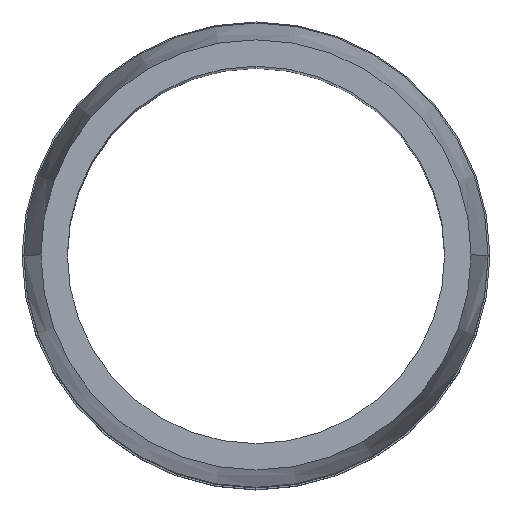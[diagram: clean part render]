
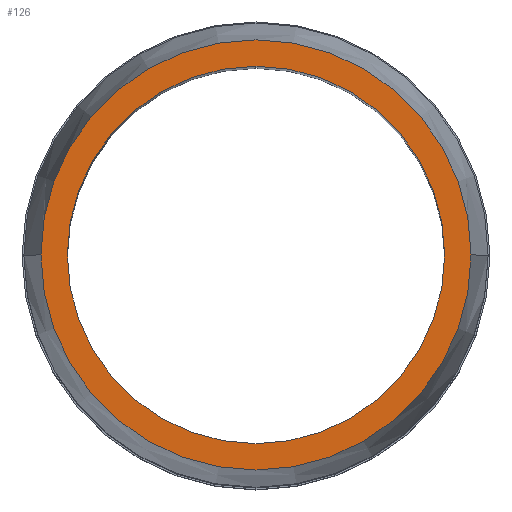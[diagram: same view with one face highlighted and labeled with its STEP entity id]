
A CAD part, top view. The second image highlights one B-rep face of the part: STEP entity #126.
In plain terms, the highlighted planar face has unit normal (0, 0, 1).
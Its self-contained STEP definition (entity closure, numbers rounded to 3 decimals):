
#104 = VERTEX_POINT ( 'NONE', #529 ) ;
#126 = ADVANCED_FACE ( 'NONE', ( #493, #492 ), #491, .F. ) ;
#138 = EDGE_LOOP ( 'NONE', ( #139, #141 ) ) ;
#139 = ORIENTED_EDGE ( 'NONE', *, *, #140, .T. ) ;
#140 = EDGE_CURVE ( 'NONE', #161, #160, #474, .T. ) ;
#141 = ORIENTED_EDGE ( 'NONE', *, *, #176, .T. ) ;
#150 = ORIENTED_EDGE ( 'NONE', *, *, #151, .T. ) ;
#151 = EDGE_CURVE ( 'NONE', #154, #104, #581, .T. ) ;
#152 = ORIENTED_EDGE ( 'NONE', *, *, #162, .T. ) ;
#154 = VERTEX_POINT ( 'NONE', #576 ) ;
#160 = VERTEX_POINT ( 'NONE', #613 ) ;
#161 = VERTEX_POINT ( 'NONE', #604 ) ;
#162 = EDGE_CURVE ( 'NONE', #104, #154, #608, .T. ) ;
#173 = EDGE_LOOP ( 'NONE', ( #150, #152 ) ) ;
#176 = EDGE_CURVE ( 'NONE', #160, #161, #628, .T. ) ;
#474 = CIRCLE ( 'NONE', #514, 10.85 ) ;
#487 = DIRECTION ( 'NONE',  ( -1., 0., 0. ) ) ;
#488 = DIRECTION ( 'NONE',  ( 0., 0., -1. ) ) ;
#489 = AXIS2_PLACEMENT_3D ( 'NONE', #490, #488, #487 ) ;
#490 = CARTESIAN_POINT ( 'NONE',  ( 0., 13.45, 0. ) ) ;
#491 = PLANE ( 'NONE',  #489 ) ;
#492 = FACE_OUTER_BOUND ( 'NONE', #173, .T. ) ;
#493 = FACE_BOUND ( 'NONE', #138, .T. ) ;
#511 = DIRECTION ( 'NONE',  ( 0., 1., 0. ) ) ;
#512 = DIRECTION ( 'NONE',  ( 0., 0., -1. ) ) ;
#513 = CARTESIAN_POINT ( 'NONE',  ( 0., 0., 0. ) ) ;
#514 = AXIS2_PLACEMENT_3D ( 'NONE', #513, #512, #511 ) ;
#529 = CARTESIAN_POINT ( 'NONE',  ( 12.368, 0., 0. ) ) ;
#576 = CARTESIAN_POINT ( 'NONE',  ( -12.368, 0., 0. ) ) ;
#577 = DIRECTION ( 'NONE',  ( 1., 0., 0. ) ) ;
#578 = DIRECTION ( 'NONE',  ( 0., 0., 1. ) ) ;
#579 = CARTESIAN_POINT ( 'NONE',  ( 0., 0., 0. ) ) ;
#580 = AXIS2_PLACEMENT_3D ( 'NONE', #579, #578, #577 ) ;
#581 = CIRCLE ( 'NONE', #580, 12.368 ) ;
#604 = CARTESIAN_POINT ( 'NONE',  ( 0., 10.85, 0. ) ) ;
#607 = AXIS2_PLACEMENT_3D ( 'NONE', #612, #621, #620 ) ;
#608 = CIRCLE ( 'NONE', #607, 12.368 ) ;
#612 = CARTESIAN_POINT ( 'NONE',  ( 0., 0., 0. ) ) ;
#613 = CARTESIAN_POINT ( 'NONE',  ( 0., -10.85, 0. ) ) ;
#620 = DIRECTION ( 'NONE',  ( 1., 0., 0. ) ) ;
#621 = DIRECTION ( 'NONE',  ( 0., 0., 1. ) ) ;
#625 = CARTESIAN_POINT ( 'NONE',  ( 0., 0., 0. ) ) ;
#628 = CIRCLE ( 'NONE', #641, 10.85 ) ;
#639 = DIRECTION ( 'NONE',  ( 0., 1., 0. ) ) ;
#640 = DIRECTION ( 'NONE',  ( 0., 0., -1. ) ) ;
#641 = AXIS2_PLACEMENT_3D ( 'NONE', #625, #640, #639 ) ;
